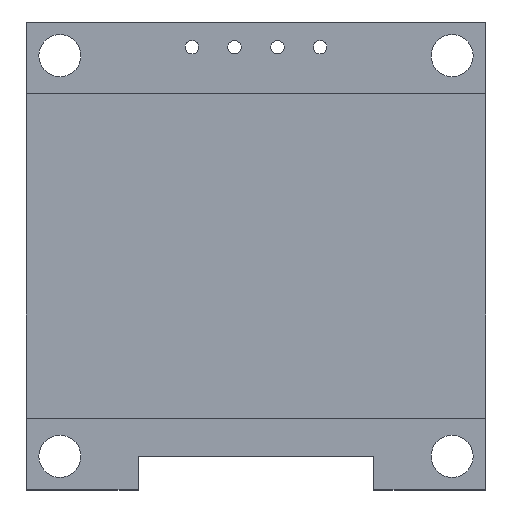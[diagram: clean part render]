
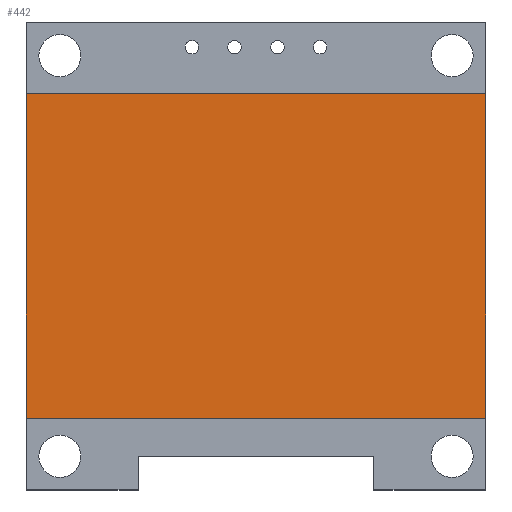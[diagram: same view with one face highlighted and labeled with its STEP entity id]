
A CAD part, top view. The second image highlights one B-rep face of the part: STEP entity #442.
In plain terms, the highlighted planar face has unit normal (0, 0, 1).
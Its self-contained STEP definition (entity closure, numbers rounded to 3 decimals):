
#56=FACE_OUTER_BOUND('',#78,.T.);
#78=EDGE_LOOP('',(#310,#311,#312,#313));
#116=LINE('',#644,#160);
#120=LINE('',#653,#164);
#122=LINE('',#656,#166);
#123=LINE('',#657,#167);
#160=VECTOR('',#520,10.);
#164=VECTOR('',#526,10.);
#166=VECTOR('',#530,10.);
#167=VECTOR('',#531,10.);
#204=VERTEX_POINT('',#641);
#205=VERTEX_POINT('',#643);
#208=VERTEX_POINT('',#650);
#209=VERTEX_POINT('',#652);
#244=EDGE_CURVE('',#205,#204,#116,.T.);
#248=EDGE_CURVE('',#209,#208,#120,.T.);
#250=EDGE_CURVE('',#204,#209,#122,.T.);
#251=EDGE_CURVE('',#208,#205,#123,.T.);
#310=ORIENTED_EDGE('',*,*,#250,.T.);
#311=ORIENTED_EDGE('',*,*,#248,.T.);
#312=ORIENTED_EDGE('',*,*,#251,.T.);
#313=ORIENTED_EDGE('',*,*,#244,.T.);
#424=PLANE('',#478);
#442=ADVANCED_FACE('',(#56),#424,.T.);
#478=AXIS2_PLACEMENT_3D('',#655,#528,#529);
#520=DIRECTION('',(1.,0.,0.));
#526=DIRECTION('',(-1.,0.,0.));
#528=DIRECTION('center_axis',(0.,0.,1.));
#529=DIRECTION('ref_axis',(1.,0.,0.));
#530=DIRECTION('',(0.,1.,0.));
#531=DIRECTION('',(0.,-1.,0.));
#641=CARTESIAN_POINT('',(13.65,-9.634,2.7));
#643=CARTESIAN_POINT('',(-13.65,-9.634,2.7));
#644=CARTESIAN_POINT('',(13.8,-9.634,2.7));
#650=CARTESIAN_POINT('',(-13.65,9.634,2.7));
#652=CARTESIAN_POINT('',(13.65,9.634,2.7));
#653=CARTESIAN_POINT('',(-13.8,9.634,2.7));
#655=CARTESIAN_POINT('Origin',(0.,0.,2.7));
#656=CARTESIAN_POINT('',(13.65,-13.9,2.7));
#657=CARTESIAN_POINT('',(-13.65,13.9,2.7));
